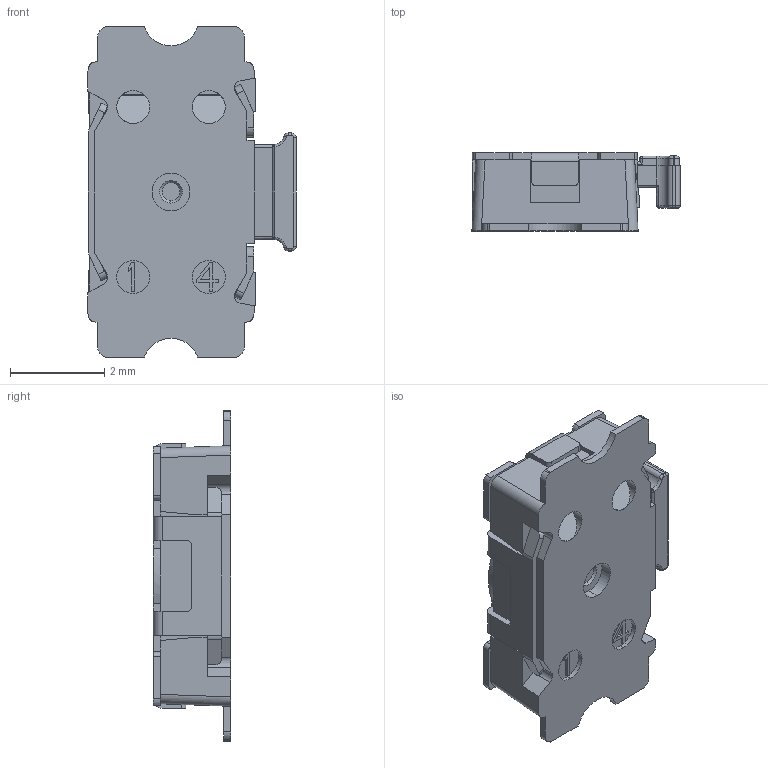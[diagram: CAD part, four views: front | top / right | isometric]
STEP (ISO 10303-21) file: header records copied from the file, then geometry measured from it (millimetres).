
FILE_DESCRIPTION (( 'STEP AP214' ), '1' );
FILE_NAME ('KSS223GLFG.STEP', '2025-06-13T09:06:49', ( '' ), ( '' ), 'SwSTEP 2.0', 'SolidWorks 2023', '' );
FILE_SCHEMA (( 'AUTOMOTIVE_DESIGN' ));
Length unit declared in the file: millimetre
Products named in the file (1): KSS223GLFG
Bounding box: 4.41 x 1.65 x 7 mm (x, y, z)
Volume: 32.3 mm3; surface area: 98 mm2
Topology: 1 solids, 1 shells, 331 faces, 902 edges, 573 vertices
Faces by surface type: plane 203, cylinder 104, bspline 15, torus 7, cone 2
Entity records: 14160 total; most frequent: CARTESIAN_POINT 2095, ORIENTED_EDGE 1788, DIRECTION 1745, EDGE_CURVE 894, VECTOR 635, LINE 635, VERTEX_POINT 573, AXIS2_PLACEMENT_3D 555
